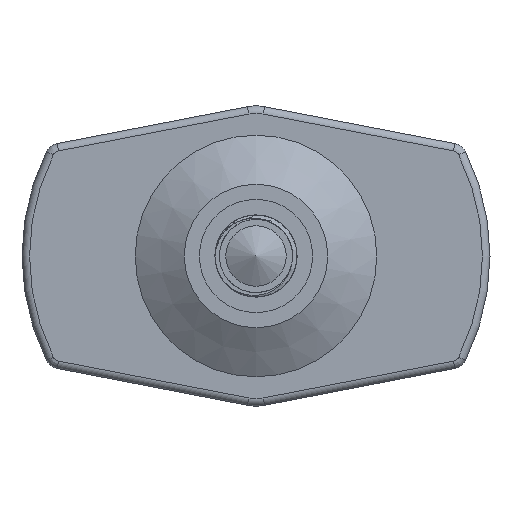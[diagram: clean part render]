
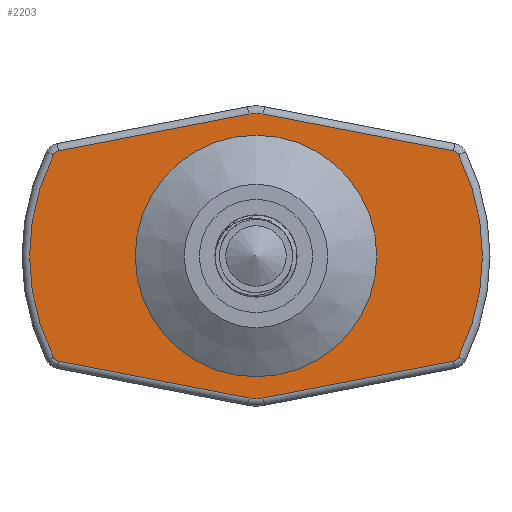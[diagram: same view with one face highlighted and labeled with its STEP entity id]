
A CAD part, left-side view. The second image highlights one B-rep face of the part: STEP entity #2203.
In plain terms, the highlighted planar face has unit normal (-1, 0, 0).
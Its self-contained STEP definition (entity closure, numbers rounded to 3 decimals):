
#219=FACE_BOUND('',#724,.T.);
#334=LINE('',#7792,#455);
#335=LINE('',#7800,#456);
#336=LINE('',#7832,#457);
#338=LINE('',#7844,#459);
#455=VECTOR('',#2920,10.);
#456=VECTOR('',#2931,10.);
#457=VECTOR('',#2950,10.);
#459=VECTOR('',#2964,10.);
#580=FACE_OUTER_BOUND('',#723,.T.);
#723=EDGE_LOOP('',(#1993,#1994,#1995,#1996,#1997,#1998,#1999,#2000,#2001,
#2002,#2003,#2004));
#724=EDGE_LOOP('',(#2005));
#838=CIRCLE('',#2395,0.5);
#843=CIRCLE('',#2402,2.5);
#846=CIRCLE('',#2406,0.5);
#848=CIRCLE('',#2409,15.);
#850=CIRCLE('',#2411,0.5);
#854=CIRCLE('',#2417,2.5);
#858=CIRCLE('',#2422,0.5);
#860=CIRCLE('',#2425,15.);
#861=CIRCLE('',#2432,8.);
#1069=VERTEX_POINT('',#7781);
#1070=VERTEX_POINT('',#7783);
#1072=VERTEX_POINT('',#7789);
#1073=VERTEX_POINT('',#7794);
#1074=VERTEX_POINT('',#7798);
#1075=VERTEX_POINT('',#7810);
#1076=VERTEX_POINT('',#7814);
#1077=VERTEX_POINT('',#7826);
#1078=VERTEX_POINT('',#7830);
#1079=VERTEX_POINT('',#7834);
#1081=VERTEX_POINT('',#7840);
#1083=VERTEX_POINT('',#7854);
#1085=VERTEX_POINT('',#7873);
#1366=EDGE_CURVE('',#1069,#1070,#838,.T.);
#1371=EDGE_CURVE('',#1070,#1072,#334,.T.);
#1373=EDGE_CURVE('',#1072,#1073,#843,.T.);
#1375=EDGE_CURVE('',#1073,#1074,#335,.T.);
#1377=EDGE_CURVE('',#1074,#1075,#846,.T.);
#1379=EDGE_CURVE('',#1075,#1076,#848,.T.);
#1381=EDGE_CURVE('',#1076,#1077,#850,.T.);
#1383=EDGE_CURVE('',#1077,#1078,#336,.T.);
#1386=EDGE_CURVE('',#1078,#1079,#854,.T.);
#1389=EDGE_CURVE('',#1079,#1081,#338,.T.);
#1392=EDGE_CURVE('',#1081,#1083,#858,.T.);
#1394=EDGE_CURVE('',#1083,#1069,#860,.T.);
#1400=EDGE_CURVE('',#1085,#1085,#861,.T.);
#1993=ORIENTED_EDGE('',*,*,#1366,.F.);
#1994=ORIENTED_EDGE('',*,*,#1394,.F.);
#1995=ORIENTED_EDGE('',*,*,#1392,.F.);
#1996=ORIENTED_EDGE('',*,*,#1389,.F.);
#1997=ORIENTED_EDGE('',*,*,#1386,.F.);
#1998=ORIENTED_EDGE('',*,*,#1383,.F.);
#1999=ORIENTED_EDGE('',*,*,#1381,.F.);
#2000=ORIENTED_EDGE('',*,*,#1379,.F.);
#2001=ORIENTED_EDGE('',*,*,#1377,.F.);
#2002=ORIENTED_EDGE('',*,*,#1375,.F.);
#2003=ORIENTED_EDGE('',*,*,#1373,.F.);
#2004=ORIENTED_EDGE('',*,*,#1371,.F.);
#2005=ORIENTED_EDGE('',*,*,#1400,.T.);
#2086=PLANE('',#2431);
#2203=ADVANCED_FACE('',(#580,#219),#2086,.F.);
#2395=AXIS2_PLACEMENT_3D('',#7784,#2909,#2910);
#2402=AXIS2_PLACEMENT_3D('',#7796,#2925,#2926);
#2406=AXIS2_PLACEMENT_3D('',#7812,#2934,#2935);
#2409=AXIS2_PLACEMENT_3D('',#7816,#2940,#2941);
#2411=AXIS2_PLACEMENT_3D('',#7828,#2944,#2945);
#2417=AXIS2_PLACEMENT_3D('',#7838,#2957,#2958);
#2422=AXIS2_PLACEMENT_3D('',#7858,#2969,#2970);
#2425=AXIS2_PLACEMENT_3D('',#7861,#2975,#2976);
#2431=AXIS2_PLACEMENT_3D('',#7872,#2992,#2993);
#2432=AXIS2_PLACEMENT_3D('',#7874,#2994,#2995);
#2909=DIRECTION('center_axis',(1.,0.,0.));
#2910=DIRECTION('ref_axis',(0.,-0.605,-0.796));
#2920=DIRECTION('',(0.,0.982,-0.19));
#2925=DIRECTION('center_axis',(1.,0.,0.));
#2926=DIRECTION('ref_axis',(0.,0.,
-1.));
#2931=DIRECTION('',(0.,0.982,0.19));
#2934=DIRECTION('center_axis',(1.,0.,0.));
#2935=DIRECTION('ref_axis',(0.,0.605,-0.796));
#2940=DIRECTION('center_axis',(1.,0.,0.));
#2941=DIRECTION('ref_axis',(0.,1.,0.));
#2944=DIRECTION('center_axis',(1.,0.,0.));
#2945=DIRECTION('ref_axis',(0.,0.605,0.796));
#2950=DIRECTION('',(0.,-0.982,0.19));
#2957=DIRECTION('center_axis',(1.,0.,0.));
#2958=DIRECTION('ref_axis',(0.,0.,1.));
#2964=DIRECTION('',(0.,-0.982,-0.19));
#2969=DIRECTION('center_axis',(1.,0.,0.));
#2970=DIRECTION('ref_axis',(0.,-0.605,0.796));
#2975=DIRECTION('center_axis',(1.,0.,0.));
#2976=DIRECTION('ref_axis',(0.,-1.,0.));
#2992=DIRECTION('center_axis',(1.,0.,0.));
#2993=DIRECTION('ref_axis',(0.,-1.,0.));
#2994=DIRECTION('center_axis',(1.,0.,0.));
#2995=DIRECTION('ref_axis',(0.,-1.,0.));
#7781=CARTESIAN_POINT('',(76.,-32.87,-0.186));
#7783=CARTESIAN_POINT('',(76.,-32.518,-0.454));
#7784=CARTESIAN_POINT('Origin',(76.,-32.423,0.037));
#7789=CARTESIAN_POINT('',(76.,-19.921,-2.892));
#7792=CARTESIAN_POINT('',(76.,-27.105,-1.502));
#7794=CARTESIAN_POINT('',(76.,-18.971,-2.892));
#7796=CARTESIAN_POINT('Origin',(76.,-19.446,-0.438));
#7798=CARTESIAN_POINT('',(76.,-6.375,-0.454));
#7800=CARTESIAN_POINT('',(76.,-18.609,-2.822));
#7810=CARTESIAN_POINT('',(76.,-6.022,-0.186));
#7812=CARTESIAN_POINT('Origin',(76.,-6.47,0.037));
#7814=CARTESIAN_POINT('',(76.,-6.022,13.2));
#7816=CARTESIAN_POINT('Origin',(76.,-19.446,6.507));
#7826=CARTESIAN_POINT('',(76.,-6.375,13.467));
#7828=CARTESIAN_POINT('Origin',(76.,-6.47,12.977));
#7830=CARTESIAN_POINT('',(76.,-18.971,15.905));
#7832=CARTESIAN_POINT('',(76.,-11.788,14.515));
#7834=CARTESIAN_POINT('',(76.,-19.921,15.905));
#7838=CARTESIAN_POINT('Origin',(76.,-19.446,13.451));
#7840=CARTESIAN_POINT('',(76.,-32.518,13.467));
#7844=CARTESIAN_POINT('',(76.,-20.284,15.835));
#7854=CARTESIAN_POINT('',(76.,-32.87,13.2));
#7858=CARTESIAN_POINT('Origin',(76.,-32.423,12.977));
#7861=CARTESIAN_POINT('Origin',(76.,-19.446,6.507));
#7872=CARTESIAN_POINT('Origin',(76.,-19.446,6.507));
#7873=CARTESIAN_POINT('',(76.,-11.446,6.507));
#7874=CARTESIAN_POINT('Origin',(76.,-19.446,6.507));
